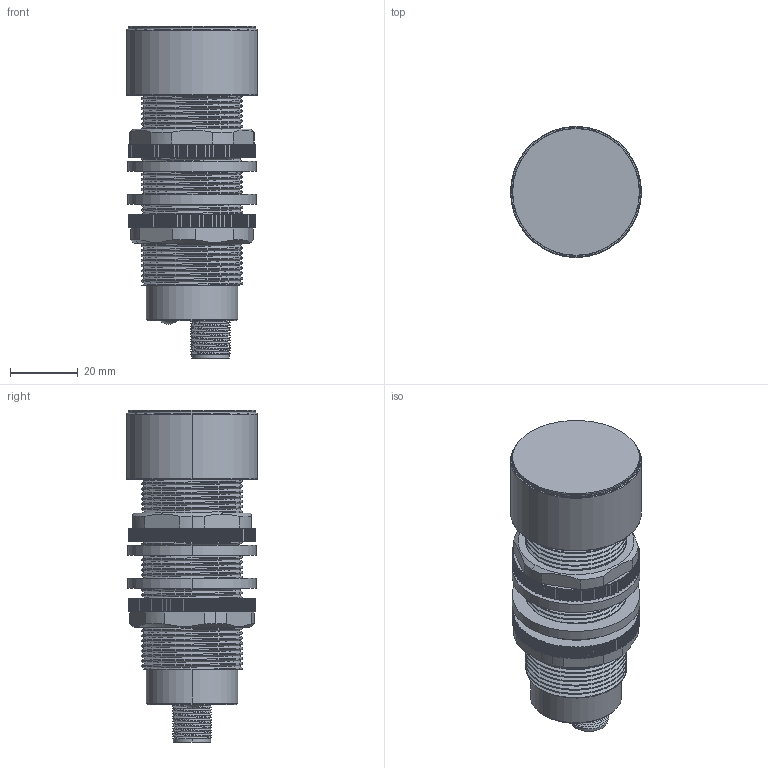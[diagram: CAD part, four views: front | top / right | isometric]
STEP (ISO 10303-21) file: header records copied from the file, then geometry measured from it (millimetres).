
FILE_DESCRIPTION (( 'STEP AP203' ), '1' );
FILE_NAME ('MC30-600.STEP', '2016-06-30T08:59:48', ( '' ), ( '' ), 'SwSTEP 2.0', 'SolidWorks 2013', '' );
FILE_SCHEMA (( 'CONFIG_CONTROL_DESIGN' ));
Products named in the file (1): MC30-600
Bounding box: 38.8 x 38.8 x 98.31 mm (x, y, z)
Volume: 76490.3 mm3; surface area: 24493.7 mm2
Topology: 5 solids, 5 shells, 1420 faces, 4145 edges, 2743 vertices
Faces by surface type: cylinder 1287, plane 117, bspline 6, torus 4, cone 4, sphere 2
Entity records: 54719 total; most frequent: CARTESIAN_POINT 15003, DIRECTION 9378, ORIENTED_EDGE 8290, EDGE_CURVE 4145, AXIS2_PLACEMENT_3D 4000, VERTEX_POINT 2743, CIRCLE 2585, EDGE_LOOP 1436
